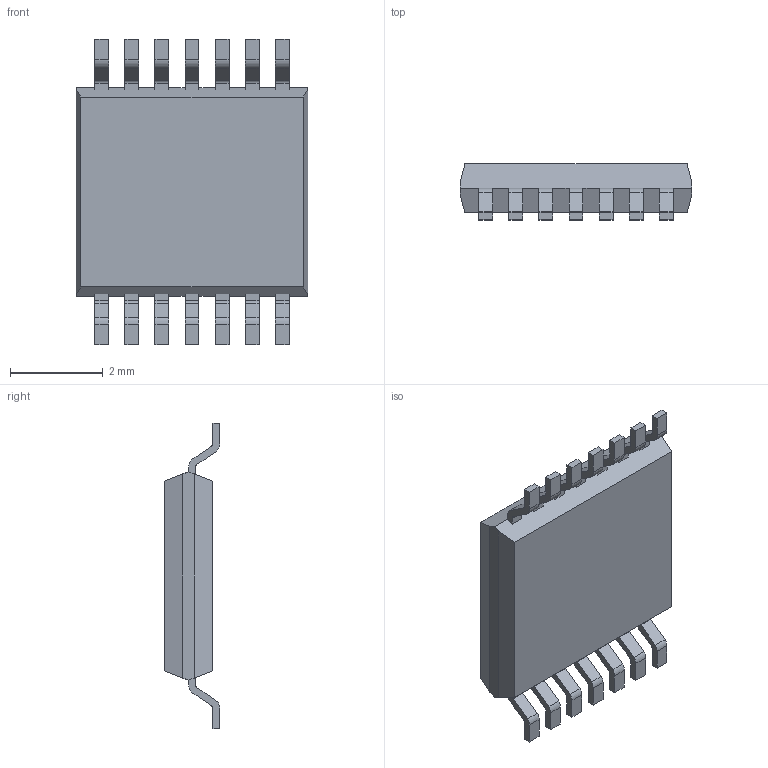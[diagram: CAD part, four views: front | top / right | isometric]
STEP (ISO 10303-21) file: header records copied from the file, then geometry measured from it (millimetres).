
FILE_DESCRIPTION( ( '' ), ' ' );
FILE_NAME( '5b06c258555df60f56a1791c.step', '2018-05-24T13:47:30', ( '' ), ( '' ), ' ', ' ', ' ' );
FILE_SCHEMA( ( 'AUTOMOTIVE_DESIGN { 1 0 10303 214 1 1 1 1 }' ) );
Length unit declared in the file: metre
Products named in the file (1): 1
Bounding box: 5 x 1.2 x 6.6 mm (x, y, z)
Volume: 23.1 mm3; surface area: 76.6 mm2
Topology: 1 solids, 1 shells, 196 faces, 551 edges, 358 vertices
Faces by surface type: plane 139, cylinder 57
Full cylindrical faces by diameter (mm): 0.5 x1
Entity records: 7844 total; most frequent: CARTESIAN_POINT 1105, ORIENTED_EDGE 1100, DIRECTION 1058, EDGE_CURVE 550, LINE 436, VECTOR 436, VERTEX_POINT 358, AXIS2_PLACEMENT_3D 311
